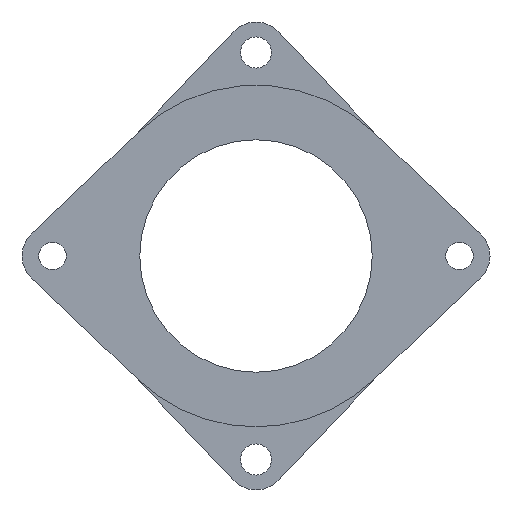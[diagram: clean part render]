
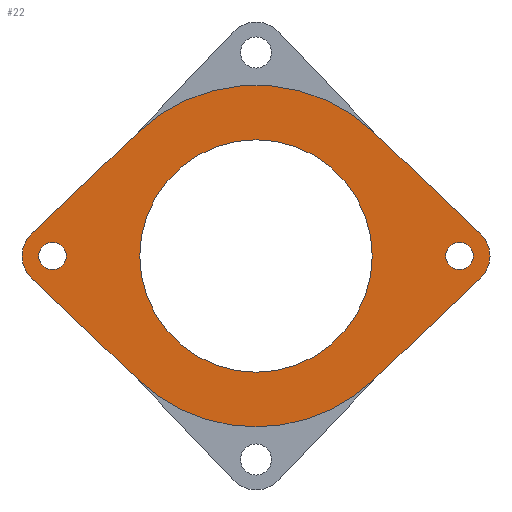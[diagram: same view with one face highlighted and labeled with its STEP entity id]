
A CAD part, front view. The second image highlights one B-rep face of the part: STEP entity #22.
In plain terms, the highlighted planar face has unit normal (0, -1, 0).
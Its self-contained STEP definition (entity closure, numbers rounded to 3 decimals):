
#22 = ADVANCED_FACE ( 'NONE', ( #66, #64, #67, #62 ), #132, .F. ) ;
#62 = FACE_BOUND ( 'NONE', #1876, .T. ) ;
#64 = FACE_OUTER_BOUND ( 'NONE', #1875, .T. ) ;
#66 = FACE_BOUND ( 'NONE', #1870, .T. ) ;
#67 = FACE_BOUND ( 'NONE', #1878, .T. ) ;
#132 = PLANE ( 'NONE',  #1477 ) ;
#140 = CARTESIAN_POINT ( 'NONE',  ( 0., 0., 0. ) ) ;
#141 = DIRECTION ( 'NONE',  ( 0., 1., 0. ) ) ;
#142 = DIRECTION ( 'NONE',  ( 0., 0., 1. ) ) ;
#165 = VERTEX_POINT ( 'NONE', #1142 ) ;
#180 = VERTEX_POINT ( 'NONE', #720 ) ;
#204 = VERTEX_POINT ( 'NONE', #742 ) ;
#206 = VERTEX_POINT ( 'NONE', #744 ) ;
#249 = VERTEX_POINT ( 'NONE', #760 ) ;
#251 = VERTEX_POINT ( 'NONE', #762 ) ;
#252 = VERTEX_POINT ( 'NONE', #763 ) ;
#253 = VERTEX_POINT ( 'NONE', #764 ) ;
#255 = VERTEX_POINT ( 'NONE', #766 ) ;
#257 = VERTEX_POINT ( 'NONE', #768 ) ;
#259 = VERTEX_POINT ( 'NONE', #770 ) ;
#262 = VERTEX_POINT ( 'NONE', #773 ) ;
#263 = VERTEX_POINT ( 'NONE', #774 ) ;
#265 = VERTEX_POINT ( 'NONE', #776 ) ;
#268 = VERTEX_POINT ( 'NONE', #779 ) ;
#601 = LINE ( 'NONE', #1315, #605 ) ;
#602 = CIRCLE ( 'NONE', #1271, 2.25 ) ;
#603 = LINE ( 'NONE', #1332, #613 ) ;
#604 = CIRCLE ( 'NONE', #1272, 5. ) ;
#605 = VECTOR ( 'NONE', #1311, 1000. ) ;
#606 = CIRCLE ( 'NONE', #1273, 28. ) ;
#607 = CIRCLE ( 'NONE', #1274, 5. ) ;
#608 = LINE ( 'NONE', #1319, #610 ) ;
#609 = CIRCLE ( 'NONE', #1275, 19.05 ) ;
#610 = VECTOR ( 'NONE', #1323, 1000. ) ;
#611 = CIRCLE ( 'NONE', #1276, 28. ) ;
#613 = VECTOR ( 'NONE', #1327, 1000. ) ;
#614 = CIRCLE ( 'NONE', #1277, 2.25 ) ;
#619 = LINE ( 'NONE', #1348, #622 ) ;
#622 = VECTOR ( 'NONE', #1349, 1000. ) ;
#645 = CIRCLE ( 'NONE', #1287, 19.05 ) ;
#651 = CIRCLE ( 'NONE', #1289, 2.25 ) ;
#720 = CARTESIAN_POINT ( 'NONE',  ( 36.798, 0., 3.621 ) ) ;
#742 = CARTESIAN_POINT ( 'NONE',  ( -19.31, 0., 20.276 ) ) ;
#744 = CARTESIAN_POINT ( 'NONE',  ( 19.31, 0., -20.276 ) ) ;
#760 = CARTESIAN_POINT ( 'NONE',  ( 36.798, 0., -3.621 ) ) ;
#762 = CARTESIAN_POINT ( 'NONE',  ( 19.31, 0., 20.276 ) ) ;
#763 = CARTESIAN_POINT ( 'NONE',  ( -36.798, 0., -3.621 ) ) ;
#764 = CARTESIAN_POINT ( 'NONE',  ( -19.31, 0., -20.276 ) ) ;
#766 = CARTESIAN_POINT ( 'NONE',  ( 0., 0., -28. ) ) ;
#768 = CARTESIAN_POINT ( 'NONE',  ( -33.35, 0., 2.25 ) ) ;
#770 = CARTESIAN_POINT ( 'NONE',  ( -33.35, 0., -2.25 ) ) ;
#773 = CARTESIAN_POINT ( 'NONE',  ( 33.35, 0., 2.25 ) ) ;
#774 = CARTESIAN_POINT ( 'NONE',  ( 33.35, 0., -2.25 ) ) ;
#776 = CARTESIAN_POINT ( 'NONE',  ( 0., 0., 19.05 ) ) ;
#779 = CARTESIAN_POINT ( 'NONE',  ( 0., 0., -19.05 ) ) ;
#919 = CARTESIAN_POINT ( 'NONE',  ( -33.35, 0., 0. ) ) ;
#920 = DIRECTION ( 'NONE',  ( 0., 1., 0. ) ) ;
#921 = DIRECTION ( 'NONE',  ( 0., 0., 1. ) ) ;
#938 = CARTESIAN_POINT ( 'NONE',  ( 0., 0., 0. ) ) ;
#939 = DIRECTION ( 'NONE',  ( 0., 1., 0. ) ) ;
#940 = DIRECTION ( 'NONE',  ( 0., 0., 1. ) ) ;
#1001 = CARTESIAN_POINT ( 'NONE',  ( 0., 0., 0. ) ) ;
#1002 = DIRECTION ( 'NONE',  ( 0., 1., 0. ) ) ;
#1003 = DIRECTION ( 'NONE',  ( 0., 0., 1. ) ) ;
#1011 = CARTESIAN_POINT ( 'NONE',  ( 33.35, 0., 0. ) ) ;
#1012 = DIRECTION ( 'NONE',  ( 0., 1., 0. ) ) ;
#1013 = DIRECTION ( 'NONE',  ( 0., 0., -1. ) ) ;
#1142 = CARTESIAN_POINT ( 'NONE',  ( -36.798, 0., 3.621 ) ) ;
#1271 = AXIS2_PLACEMENT_3D ( 'NONE', #1316, #1317, #1318 ) ;
#1272 = AXIS2_PLACEMENT_3D ( 'NONE', #1320, #1321, #1322 ) ;
#1273 = AXIS2_PLACEMENT_3D ( 'NONE', #1324, #1325, #1326 ) ;
#1274 = AXIS2_PLACEMENT_3D ( 'NONE', #1328, #1329, #1330 ) ;
#1275 = AXIS2_PLACEMENT_3D ( 'NONE', #1333, #1334, #1335 ) ;
#1276 = AXIS2_PLACEMENT_3D ( 'NONE', #1337, #1338, #1339 ) ;
#1277 = AXIS2_PLACEMENT_3D ( 'NONE', #1341, #1342, #1343 ) ;
#1287 = AXIS2_PLACEMENT_3D ( 'NONE', #1001, #1002, #1003 ) ;
#1289 = AXIS2_PLACEMENT_3D ( 'NONE', #1011, #1012, #1013 ) ;
#1292 = AXIS2_PLACEMENT_3D ( 'NONE', #919, #920, #921 ) ;
#1297 = AXIS2_PLACEMENT_3D ( 'NONE', #938, #939, #940 ) ;
#1311 = DIRECTION ( 'NONE',  ( 0.724, 0., -0.69 ) ) ;
#1315 = CARTESIAN_POINT ( 'NONE',  ( 27.752, 0., 12.236 ) ) ;
#1316 = CARTESIAN_POINT ( 'NONE',  ( 33.35, 0., 0. ) ) ;
#1317 = DIRECTION ( 'NONE',  ( 0., 1., 0. ) ) ;
#1318 = DIRECTION ( 'NONE',  ( 0., 0., -1. ) ) ;
#1319 = CARTESIAN_POINT ( 'NONE',  ( -27.752, 0., 12.236 ) ) ;
#1320 = CARTESIAN_POINT ( 'NONE',  ( 33.35, 0., 0. ) ) ;
#1321 = DIRECTION ( 'NONE',  ( 0., 1., 0. ) ) ;
#1322 = DIRECTION ( 'NONE',  ( 0., 0., -1. ) ) ;
#1323 = DIRECTION ( 'NONE',  ( 0.724, 0., 0.69 ) ) ;
#1324 = CARTESIAN_POINT ( 'NONE',  ( 0., 0., 0. ) ) ;
#1325 = DIRECTION ( 'NONE',  ( 0., 1., 0. ) ) ;
#1326 = DIRECTION ( 'NONE',  ( 0., 0., 1. ) ) ;
#1327 = DIRECTION ( 'NONE',  ( -0.724, 0., 0.69 ) ) ;
#1328 = CARTESIAN_POINT ( 'NONE',  ( -33.35, 0., 0. ) ) ;
#1329 = DIRECTION ( 'NONE',  ( 0., 1., 0. ) ) ;
#1330 = DIRECTION ( 'NONE',  ( 0., 0., 1. ) ) ;
#1332 = CARTESIAN_POINT ( 'NONE',  ( -36.798, 0., -3.621 ) ) ;
#1333 = CARTESIAN_POINT ( 'NONE',  ( 0., 0., 0. ) ) ;
#1334 = DIRECTION ( 'NONE',  ( 0., 1., 0. ) ) ;
#1335 = DIRECTION ( 'NONE',  ( 0., 0., 1. ) ) ;
#1337 = CARTESIAN_POINT ( 'NONE',  ( 0., 0., 0. ) ) ;
#1338 = DIRECTION ( 'NONE',  ( 0., 1., 0. ) ) ;
#1339 = DIRECTION ( 'NONE',  ( 0., 0., 1. ) ) ;
#1341 = CARTESIAN_POINT ( 'NONE',  ( -33.35, 0., 0. ) ) ;
#1342 = DIRECTION ( 'NONE',  ( 0., 1., 0. ) ) ;
#1343 = DIRECTION ( 'NONE',  ( 0., 0., 1. ) ) ;
#1348 = CARTESIAN_POINT ( 'NONE',  ( 27.752, 0., -12.236 ) ) ;
#1349 = DIRECTION ( 'NONE',  ( -0.724, 0., -0.69 ) ) ;
#1477 = AXIS2_PLACEMENT_3D ( 'NONE', #140, #141, #142 ) ;
#1575 = EDGE_CURVE ( 'NONE', #262, #263, #602, .T. ) ;
#1576 = EDGE_CURVE ( 'NONE', #251, #180, #601, .T. ) ;
#1577 = EDGE_CURVE ( 'NONE', #180, #249, #604, .T. ) ;
#1578 = EDGE_CURVE ( 'NONE', #204, #251, #606, .T. ) ;
#1579 = EDGE_CURVE ( 'NONE', #252, #165, #607, .T. ) ;
#1580 = EDGE_CURVE ( 'NONE', #165, #204, #608, .T. ) ;
#1581 = EDGE_CURVE ( 'NONE', #265, #268, #609, .T. ) ;
#1582 = EDGE_CURVE ( 'NONE', #253, #252, #603, .T. ) ;
#1583 = EDGE_CURVE ( 'NONE', #206, #255, #611, .T. ) ;
#1584 = EDGE_CURVE ( 'NONE', #257, #259, #614, .T. ) ;
#1588 = EDGE_CURVE ( 'NONE', #249, #206, #619, .T. ) ;
#1605 = EDGE_CURVE ( 'NONE', #268, #265, #645, .T. ) ;
#1609 = EDGE_CURVE ( 'NONE', #263, #262, #651, .T. ) ;
#1615 = EDGE_CURVE ( 'NONE', #259, #257, #1632, .T. ) ;
#1623 = EDGE_CURVE ( 'NONE', #255, #253, #1642, .T. ) ;
#1632 = CIRCLE ( 'NONE', #1292, 2.25 ) ;
#1642 = CIRCLE ( 'NONE', #1297, 28. ) ;
#1719 = ORIENTED_EDGE ( 'NONE', *, *, #1575, .T. ) ;
#1720 = ORIENTED_EDGE ( 'NONE', *, *, #1577, .F. ) ;
#1721 = ORIENTED_EDGE ( 'NONE', *, *, #1576, .F. ) ;
#1723 = ORIENTED_EDGE ( 'NONE', *, *, #1578, .F. ) ;
#1725 = ORIENTED_EDGE ( 'NONE', *, *, #1580, .F. ) ;
#1726 = ORIENTED_EDGE ( 'NONE', *, *, #1579, .F. ) ;
#1727 = ORIENTED_EDGE ( 'NONE', *, *, #1582, .F. ) ;
#1728 = ORIENTED_EDGE ( 'NONE', *, *, #1623, .F. ) ;
#1736 = ORIENTED_EDGE ( 'NONE', *, *, #1609, .T. ) ;
#1749 = ORIENTED_EDGE ( 'NONE', *, *, #1615, .T. ) ;
#1750 = ORIENTED_EDGE ( 'NONE', *, *, #1588, .F. ) ;
#1751 = ORIENTED_EDGE ( 'NONE', *, *, #1584, .T. ) ;
#1752 = ORIENTED_EDGE ( 'NONE', *, *, #1605, .T. ) ;
#1754 = ORIENTED_EDGE ( 'NONE', *, *, #1581, .T. ) ;
#1763 = ORIENTED_EDGE ( 'NONE', *, *, #1583, .F. ) ;
#1870 = EDGE_LOOP ( 'NONE', ( #1736, #1719 ) ) ;
#1875 = EDGE_LOOP ( 'NONE', ( #1720, #1721, #1723, #1725, #1726, #1727, #1728, #1763, #1750 ) ) ;
#1876 = EDGE_LOOP ( 'NONE', ( #1752, #1754 ) ) ;
#1878 = EDGE_LOOP ( 'NONE', ( #1749, #1751 ) ) ;
